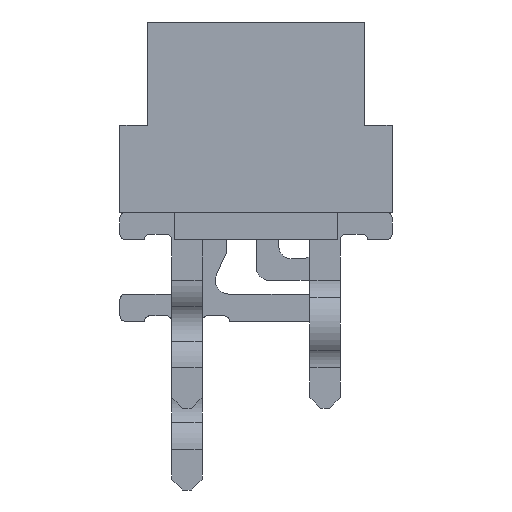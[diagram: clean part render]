
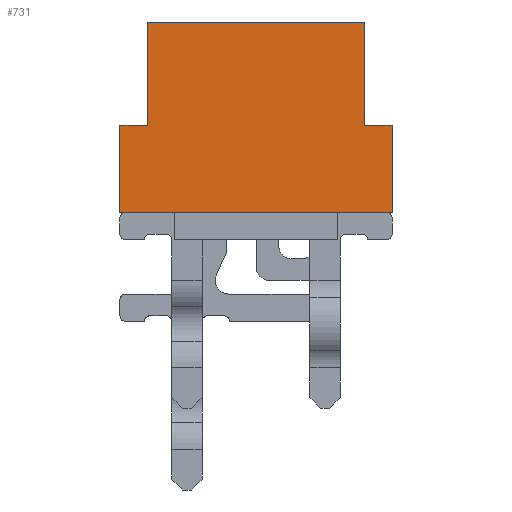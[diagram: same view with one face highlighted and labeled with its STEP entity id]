
A CAD part, left-side view. The second image highlights one B-rep face of the part: STEP entity #731.
In plain terms, the highlighted planar face has unit normal (-1, 0, 0).
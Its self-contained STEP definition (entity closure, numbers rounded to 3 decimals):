
#731 = ADVANCED_FACE( '', ( #1534 ), #1535, .F. );
#1534 = FACE_OUTER_BOUND( '', #2444, .T. );
#1535 = PLANE( '', #2445 );
#2444 = EDGE_LOOP( '', ( #4684, #4685, #4686, #4687, #4688, #4689, #4690, #4691 ) );
#2445 = AXIS2_PLACEMENT_3D( '', #4692, #4693, #4694 );
#4684 = ORIENTED_EDGE( '', *, *, #6680, .T. );
#4685 = ORIENTED_EDGE( '', *, *, #6681, .F. );
#4686 = ORIENTED_EDGE( '', *, *, #5987, .F. );
#4687 = ORIENTED_EDGE( '', *, *, #6436, .F. );
#4688 = ORIENTED_EDGE( '', *, *, #6534, .T. );
#4689 = ORIENTED_EDGE( '', *, *, #6682, .T. );
#4690 = ORIENTED_EDGE( '', *, *, #6476, .F. );
#4691 = ORIENTED_EDGE( '', *, *, #6345, .T. );
#4692 = CARTESIAN_POINT( '', ( -7.38, 2.5, 1.6 ) );
#4693 = DIRECTION( '', ( 1., 0., 0. ) );
#4694 = DIRECTION( '', ( 0., 0., -1. ) );
#5987 = EDGE_CURVE( '', #7414, #7416, #7417, .T. );
#6345 = EDGE_CURVE( '', #7988, #7986, #7989, .T. );
#6436 = EDGE_CURVE( '', #8126, #7414, #8128, .T. );
#6476 = EDGE_CURVE( '', #7988, #8184, #8186, .T. );
#6534 = EDGE_CURVE( '', #8126, #8256, #8258, .T. );
#6680 = EDGE_CURVE( '', #7986, #8449, #8450, .T. );
#6681 = EDGE_CURVE( '', #7416, #8449, #8451, .T. );
#6682 = EDGE_CURVE( '', #8256, #8184, #8452, .T. );
#7414 = VERTEX_POINT( '', #9764 );
#7416 = VERTEX_POINT( '', #9767 );
#7417 = LINE( '', #9768, #9769 );
#7986 = VERTEX_POINT( '', #10615 );
#7988 = VERTEX_POINT( '', #10618 );
#7989 = LINE( '', #10619, #10620 );
#8126 = VERTEX_POINT( '', #10826 );
#8128 = LINE( '', #10829, #10830 );
#8184 = VERTEX_POINT( '', #10914 );
#8186 = LINE( '', #10917, #10918 );
#8256 = VERTEX_POINT( '', #11028 );
#8258 = LINE( '', #11031, #11032 );
#8449 = VERTEX_POINT( '', #11318 );
#8450 = LINE( '', #11319, #11320 );
#8451 = LINE( '', #11321, #11322 );
#8452 = LINE( '', #11323, #11324 );
#9764 = CARTESIAN_POINT( '', ( -7.38, -2., 1.6 ) );
#9767 = CARTESIAN_POINT( '', ( -7.38, -2.5, 1.6 ) );
#9768 = CARTESIAN_POINT( '', ( -7.38, 2.5, 1.6 ) );
#9769 = VECTOR( '', #11982, 1000. );
#10615 = CARTESIAN_POINT( '', ( -7.38, 2.5, 0. ) );
#10618 = CARTESIAN_POINT( '', ( -7.38, 2.5, 1.6 ) );
#10619 = CARTESIAN_POINT( '', ( -7.38, 2.5, 1.6 ) );
#10620 = VECTOR( '', #12282, 1000. );
#10826 = CARTESIAN_POINT( '', ( -7.38, -2., 3.5 ) );
#10829 = CARTESIAN_POINT( '', ( -7.38, -2., 3.5 ) );
#10830 = VECTOR( '', #12356, 1000. );
#10914 = CARTESIAN_POINT( '', ( -7.38, 2., 1.6 ) );
#10917 = CARTESIAN_POINT( '', ( -7.38, 2.5, 1.6 ) );
#10918 = VECTOR( '', #12386, 1000. );
#11028 = CARTESIAN_POINT( '', ( -7.38, 2., 3.5 ) );
#11031 = CARTESIAN_POINT( '', ( -7.38, -2., 3.5 ) );
#11032 = VECTOR( '', #12428, 1000. );
#11318 = CARTESIAN_POINT( '', ( -7.38, -2.5, 0. ) );
#11319 = CARTESIAN_POINT( '', ( -7.38, 2.5, 0. ) );
#11320 = VECTOR( '', #12542, 1000. );
#11321 = CARTESIAN_POINT( '', ( -7.38, -2.5, 1.6 ) );
#11322 = VECTOR( '', #12543, 1000. );
#11323 = CARTESIAN_POINT( '', ( -7.38, 2., 3.5 ) );
#11324 = VECTOR( '', #12544, 1000. );
#11982 = DIRECTION( '', ( 0., -1., 0. ) );
#12282 = DIRECTION( '', ( 0., 0., -1. ) );
#12356 = DIRECTION( '', ( 0., 0., -1. ) );
#12386 = DIRECTION( '', ( 0., -1., 0. ) );
#12428 = DIRECTION( '', ( 0., 1., 0. ) );
#12542 = DIRECTION( '', ( 0., -1., 0. ) );
#12543 = DIRECTION( '', ( 0., 0., -1. ) );
#12544 = DIRECTION( '', ( 0., 0., -1. ) );
